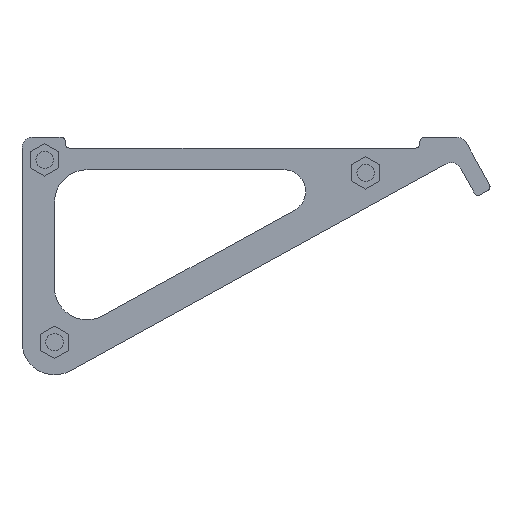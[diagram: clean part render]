
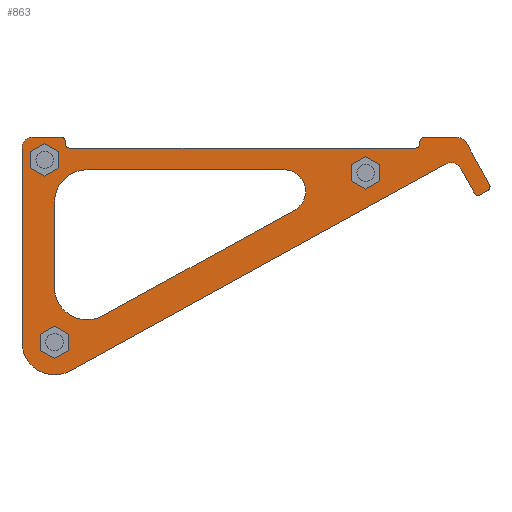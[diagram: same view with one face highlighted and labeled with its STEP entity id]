
A CAD part, front view. The second image highlights one B-rep face of the part: STEP entity #863.
In plain terms, the highlighted planar face has unit normal (0, -1, 0).
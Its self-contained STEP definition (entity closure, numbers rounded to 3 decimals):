
#95=FACE_BOUND('',#204,.T.);
#96=FACE_BOUND('',#205,.T.);
#97=FACE_BOUND('',#206,.T.);
#98=FACE_BOUND('',#207,.T.);
#115=PLANE('',#977);
#156=FACE_OUTER_BOUND('',#203,.T.);
#203=EDGE_LOOP('',(#738,#739,#740,#741,#742,#743,#744,#745,#746,#747,#748,
#749,#750,#751,#752,#753,#754,#755,#756,#757));
#204=EDGE_LOOP('',(#758));
#205=EDGE_LOOP('',(#759));
#206=EDGE_LOOP('',(#760,#761,#762,#763,#764,#765));
#207=EDGE_LOOP('',(#766));
#223=LINE('',#1299,#298);
#228=LINE('',#1313,#303);
#232=LINE('',#1325,#307);
#239=LINE('',#1355,#314);
#243=LINE('',#1367,#318);
#247=LINE('',#1379,#322);
#251=LINE('',#1391,#326);
#255=LINE('',#1403,#330);
#259=LINE('',#1415,#334);
#263=LINE('',#1427,#338);
#267=LINE('',#1439,#342);
#271=LINE('',#1451,#346);
#275=LINE('',#1462,#350);
#298=VECTOR('',#1026,10.);
#303=VECTOR('',#1039,10.);
#307=VECTOR('',#1051,10.);
#314=VECTOR('',#1084,10.);
#318=VECTOR('',#1096,10.);
#322=VECTOR('',#1108,10.);
#326=VECTOR('',#1120,10.);
#330=VECTOR('',#1132,10.);
#334=VECTOR('',#1144,10.);
#338=VECTOR('',#1156,10.);
#342=VECTOR('',#1168,10.);
#346=VECTOR('',#1180,10.);
#350=VECTOR('',#1192,10.);
#373=CIRCLE('',#917,4.);
#374=CIRCLE('',#920,15.);
#376=CIRCLE('',#924,10.);
#378=CIRCLE('',#928,15.);
#381=CIRCLE('',#932,4.);
#383=CIRCLE('',#935,4.);
#384=CIRCLE('',#937,5.);
#386=CIRCLE('',#941,2.);
#388=CIRCLE('',#945,2.);
#390=CIRCLE('',#949,5.);
#392=CIRCLE('',#953,2.);
#394=CIRCLE('',#957,2.);
#396=CIRCLE('',#961,2.);
#398=CIRCLE('',#965,2.);
#400=CIRCLE('',#969,5.);
#402=CIRCLE('',#973,15.);
#409=VERTEX_POINT('',#1293);
#410=VERTEX_POINT('',#1297);
#411=VERTEX_POINT('',#1298);
#414=VERTEX_POINT('',#1306);
#416=VERTEX_POINT('',#1312);
#418=VERTEX_POINT('',#1318);
#420=VERTEX_POINT('',#1324);
#423=VERTEX_POINT('',#1335);
#425=VERTEX_POINT('',#1341);
#426=VERTEX_POINT('',#1345);
#427=VERTEX_POINT('',#1346);
#430=VERTEX_POINT('',#1354);
#432=VERTEX_POINT('',#1360);
#434=VERTEX_POINT('',#1366);
#436=VERTEX_POINT('',#1372);
#438=VERTEX_POINT('',#1378);
#440=VERTEX_POINT('',#1384);
#442=VERTEX_POINT('',#1390);
#444=VERTEX_POINT('',#1396);
#446=VERTEX_POINT('',#1402);
#448=VERTEX_POINT('',#1408);
#450=VERTEX_POINT('',#1414);
#452=VERTEX_POINT('',#1420);
#454=VERTEX_POINT('',#1426);
#456=VERTEX_POINT('',#1432);
#458=VERTEX_POINT('',#1438);
#460=VERTEX_POINT('',#1444);
#462=VERTEX_POINT('',#1450);
#464=VERTEX_POINT('',#1456);
#484=EDGE_CURVE('',#409,#409,#373,.T.);
#485=EDGE_CURVE('',#410,#411,#223,.T.);
#489=EDGE_CURVE('',#414,#410,#374,.T.);
#492=EDGE_CURVE('',#416,#414,#228,.T.);
#495=EDGE_CURVE('',#418,#416,#376,.T.);
#498=EDGE_CURVE('',#420,#418,#232,.T.);
#501=EDGE_CURVE('',#411,#420,#378,.T.);
#505=EDGE_CURVE('',#423,#423,#381,.T.);
#508=EDGE_CURVE('',#425,#425,#383,.T.);
#509=EDGE_CURVE('',#426,#427,#384,.T.);
#513=EDGE_CURVE('',#427,#430,#239,.T.);
#516=EDGE_CURVE('',#432,#430,#386,.T.);
#519=EDGE_CURVE('',#432,#434,#243,.T.);
#522=EDGE_CURVE('',#436,#434,#388,.T.);
#525=EDGE_CURVE('',#436,#438,#247,.T.);
#528=EDGE_CURVE('',#440,#438,#390,.T.);
#531=EDGE_CURVE('',#440,#442,#251,.T.);
#534=EDGE_CURVE('',#444,#442,#392,.T.);
#537=EDGE_CURVE('',#444,#446,#255,.T.);
#540=EDGE_CURVE('',#446,#448,#394,.T.);
#543=EDGE_CURVE('',#450,#448,#259,.T.);
#546=EDGE_CURVE('',#450,#452,#396,.T.);
#549=EDGE_CURVE('',#454,#452,#263,.T.);
#552=EDGE_CURVE('',#456,#454,#398,.T.);
#555=EDGE_CURVE('',#458,#456,#267,.T.);
#558=EDGE_CURVE('',#460,#458,#400,.T.);
#561=EDGE_CURVE('',#460,#462,#271,.T.);
#564=EDGE_CURVE('',#464,#462,#402,.T.);
#567=EDGE_CURVE('',#426,#464,#275,.T.);
#738=ORIENTED_EDGE('',*,*,#567,.F.);
#739=ORIENTED_EDGE('',*,*,#509,.T.);
#740=ORIENTED_EDGE('',*,*,#513,.T.);
#741=ORIENTED_EDGE('',*,*,#516,.F.);
#742=ORIENTED_EDGE('',*,*,#519,.T.);
#743=ORIENTED_EDGE('',*,*,#522,.F.);
#744=ORIENTED_EDGE('',*,*,#525,.T.);
#745=ORIENTED_EDGE('',*,*,#528,.F.);
#746=ORIENTED_EDGE('',*,*,#531,.T.);
#747=ORIENTED_EDGE('',*,*,#534,.F.);
#748=ORIENTED_EDGE('',*,*,#537,.T.);
#749=ORIENTED_EDGE('',*,*,#540,.T.);
#750=ORIENTED_EDGE('',*,*,#543,.F.);
#751=ORIENTED_EDGE('',*,*,#546,.T.);
#752=ORIENTED_EDGE('',*,*,#549,.F.);
#753=ORIENTED_EDGE('',*,*,#552,.F.);
#754=ORIENTED_EDGE('',*,*,#555,.F.);
#755=ORIENTED_EDGE('',*,*,#558,.F.);
#756=ORIENTED_EDGE('',*,*,#561,.T.);
#757=ORIENTED_EDGE('',*,*,#564,.F.);
#758=ORIENTED_EDGE('',*,*,#508,.F.);
#759=ORIENTED_EDGE('',*,*,#505,.F.);
#760=ORIENTED_EDGE('',*,*,#501,.F.);
#761=ORIENTED_EDGE('',*,*,#485,.F.);
#762=ORIENTED_EDGE('',*,*,#489,.F.);
#763=ORIENTED_EDGE('',*,*,#492,.F.);
#764=ORIENTED_EDGE('',*,*,#495,.F.);
#765=ORIENTED_EDGE('',*,*,#498,.F.);
#766=ORIENTED_EDGE('',*,*,#484,.F.);
#863=ADVANCED_FACE('',(#156,#95,#96,#97,#98),#115,.F.);
#917=AXIS2_PLACEMENT_3D('',#1295,#1022,#1023);
#920=AXIS2_PLACEMENT_3D('',#1307,#1032,#1033);
#924=AXIS2_PLACEMENT_3D('',#1319,#1044,#1045);
#928=AXIS2_PLACEMENT_3D('',#1330,#1056,#1057);
#932=AXIS2_PLACEMENT_3D('',#1337,#1065,#1066);
#935=AXIS2_PLACEMENT_3D('',#1343,#1072,#1073);
#937=AXIS2_PLACEMENT_3D('',#1347,#1076,#1077);
#941=AXIS2_PLACEMENT_3D('',#1361,#1089,#1090);
#945=AXIS2_PLACEMENT_3D('',#1373,#1101,#1102);
#949=AXIS2_PLACEMENT_3D('',#1385,#1113,#1114);
#953=AXIS2_PLACEMENT_3D('',#1397,#1125,#1126);
#957=AXIS2_PLACEMENT_3D('',#1409,#1137,#1138);
#961=AXIS2_PLACEMENT_3D('',#1421,#1149,#1150);
#965=AXIS2_PLACEMENT_3D('',#1433,#1161,#1162);
#969=AXIS2_PLACEMENT_3D('',#1445,#1173,#1174);
#973=AXIS2_PLACEMENT_3D('',#1457,#1185,#1186);
#977=AXIS2_PLACEMENT_3D('',#1465,#1196,#1197);
#1022=DIRECTION('center_axis',(0.,-1.,0.));
#1023=DIRECTION('ref_axis',(1.,0.,0.));
#1026=DIRECTION('',(0.,0.,-1.));
#1032=DIRECTION('center_axis',(0.,-1.,0.));
#1033=DIRECTION('ref_axis',(-1.,0.,0.));
#1039=DIRECTION('',(-1.,0.,0.));
#1044=DIRECTION('center_axis',(0.,-1.,0.));
#1045=DIRECTION('ref_axis',(0.,0.,1.));
#1051=DIRECTION('',(0.876,0.,0.482));
#1056=DIRECTION('center_axis',(0.,-1.,0.));
#1057=DIRECTION('ref_axis',(0.482,0.,-0.876));
#1065=DIRECTION('center_axis',(0.,-1.,0.));
#1066=DIRECTION('ref_axis',(1.,0.,0.));
#1072=DIRECTION('center_axis',(0.,-1.,0.));
#1073=DIRECTION('ref_axis',(1.,0.,0.));
#1076=DIRECTION('center_axis',(0.,1.,0.));
#1077=DIRECTION('ref_axis',(-0.482,0.,0.876));
#1084=DIRECTION('',(0.482,0.,-0.876));
#1089=DIRECTION('center_axis',(0.,1.,0.));
#1090=DIRECTION('ref_axis',(0.482,0.,-0.876));
#1096=DIRECTION('',(0.876,0.,0.482));
#1101=DIRECTION('center_axis',(0.,1.,0.));
#1102=DIRECTION('ref_axis',(0.876,0.,0.482));
#1108=DIRECTION('',(-0.482,0.,0.876));
#1113=DIRECTION('center_axis',(0.,1.,0.));
#1114=DIRECTION('ref_axis',(0.,0.,1.));
#1120=DIRECTION('',(-1.,0.,0.));
#1125=DIRECTION('center_axis',(0.,1.,0.));
#1126=DIRECTION('ref_axis',(-1.,0.,0.));
#1132=DIRECTION('',(0.,0.,-1.));
#1137=DIRECTION('center_axis',(0.,1.,0.));
#1138=DIRECTION('ref_axis',(1.,0.,0.));
#1144=DIRECTION('',(1.,0.,0.));
#1149=DIRECTION('center_axis',(0.,1.,0.));
#1150=DIRECTION('ref_axis',(0.,0.,-1.));
#1156=DIRECTION('',(0.,0.,-1.));
#1161=DIRECTION('center_axis',(0.,1.,0.));
#1162=DIRECTION('ref_axis',(0.,0.,1.));
#1168=DIRECTION('',(1.,0.,0.));
#1173=DIRECTION('center_axis',(0.,1.,0.));
#1174=DIRECTION('ref_axis',(-1.,0.,0.));
#1180=DIRECTION('',(0.,0.,-1.));
#1185=DIRECTION('center_axis',(0.,1.,0.));
#1186=DIRECTION('ref_axis',(0.482,0.,-0.876));
#1192=DIRECTION('',(-0.876,0.,-0.482));
#1196=DIRECTION('center_axis',(0.,1.,0.));
#1197=DIRECTION('ref_axis',(1.,0.,0.));
#1293=CARTESIAN_POINT('',(11.,0.,-94.631));
#1295=CARTESIAN_POINT('Origin',(15.,0.,-94.631));
#1297=CARTESIAN_POINT('',(15.,0.,-30.));
#1298=CARTESIAN_POINT('',(15.,0.,-69.262));
#1299=CARTESIAN_POINT('',(15.,0.,-69.262));
#1306=CARTESIAN_POINT('',(30.,0.,-15.));
#1307=CARTESIAN_POINT('Origin',(30.,0.,-30.));
#1312=CARTESIAN_POINT('',(120.851,0.,-15.));
#1313=CARTESIAN_POINT('',(30.,0.,-15.));
#1318=CARTESIAN_POINT('',(125.67,0.,-33.762));
#1319=CARTESIAN_POINT('Origin',(120.851,0.,-25.));
#1324=CARTESIAN_POINT('',(37.229,0.,-82.405));
#1325=CARTESIAN_POINT('',(37.229,0.,-82.405));
#1330=CARTESIAN_POINT('Origin',(30.,0.,-69.262));
#1335=CARTESIAN_POINT('',(154.562,0.,-16.444));
#1337=CARTESIAN_POINT('Origin',(158.562,0.,-16.444));
#1341=CARTESIAN_POINT('',(6.429,0.,-10.429));
#1343=CARTESIAN_POINT('Origin',(10.429,0.,-10.429));
#1345=CARTESIAN_POINT('',(195.619,0.,-12.41));
#1346=CARTESIAN_POINT('',(202.41,0.,-14.381));
#1347=CARTESIAN_POINT('Origin',(198.029,0.,-16.791));
#1354=CARTESIAN_POINT('',(208.675,0.,-25.772));
#1355=CARTESIAN_POINT('',(202.41,0.,-14.381));
#1360=CARTESIAN_POINT('',(211.391,0.,-26.56));
#1361=CARTESIAN_POINT('Origin',(210.427,0.,-24.808));
#1366=CARTESIAN_POINT('',(214.896,0.,-24.633));
#1367=CARTESIAN_POINT('',(211.391,0.,-26.56));
#1372=CARTESIAN_POINT('',(215.684,0.,-21.917));
#1373=CARTESIAN_POINT('Origin',(213.932,0.,-22.88));
#1378=CARTESIAN_POINT('',(205.055,0.,-2.59));
#1379=CARTESIAN_POINT('',(215.684,0.,-21.917));
#1384=CARTESIAN_POINT('',(200.674,0.,0.));
#1385=CARTESIAN_POINT('Origin',(200.674,0.,-5.));
#1390=CARTESIAN_POINT('',(185.63,0.,0.));
#1391=CARTESIAN_POINT('',(200.674,0.,0.));
#1396=CARTESIAN_POINT('',(183.63,0.,-2.));
#1397=CARTESIAN_POINT('Origin',(185.63,0.,-2.));
#1402=CARTESIAN_POINT('',(183.63,0.,-3.));
#1403=CARTESIAN_POINT('',(183.63,0.,-2.));
#1408=CARTESIAN_POINT('',(181.63,0.,-5.));
#1409=CARTESIAN_POINT('Origin',(181.63,0.,-3.));
#1414=CARTESIAN_POINT('',(22.,0.,-5.));
#1415=CARTESIAN_POINT('',(22.,0.,-5.));
#1420=CARTESIAN_POINT('',(20.,0.,-3.));
#1421=CARTESIAN_POINT('Origin',(22.,0.,-3.));
#1426=CARTESIAN_POINT('',(20.,0.,-2.));
#1427=CARTESIAN_POINT('',(20.,0.,-2.));
#1432=CARTESIAN_POINT('',(18.,0.,0.));
#1433=CARTESIAN_POINT('Origin',(18.,0.,-2.));
#1438=CARTESIAN_POINT('',(5.,0.,0.));
#1439=CARTESIAN_POINT('',(0.,0.,0.));
#1444=CARTESIAN_POINT('',(0.,0.,-5.));
#1445=CARTESIAN_POINT('Origin',(5.,0.,-5.));
#1450=CARTESIAN_POINT('',(0.,0.,-94.631));
#1451=CARTESIAN_POINT('',(0.,0.,-5.));
#1456=CARTESIAN_POINT('',(22.229,0.,-107.774));
#1457=CARTESIAN_POINT('Origin',(15.,0.,-94.631));
#1462=CARTESIAN_POINT('',(195.619,0.,-12.41));
#1465=CARTESIAN_POINT('Origin',(107.966,0.,-54.815));
